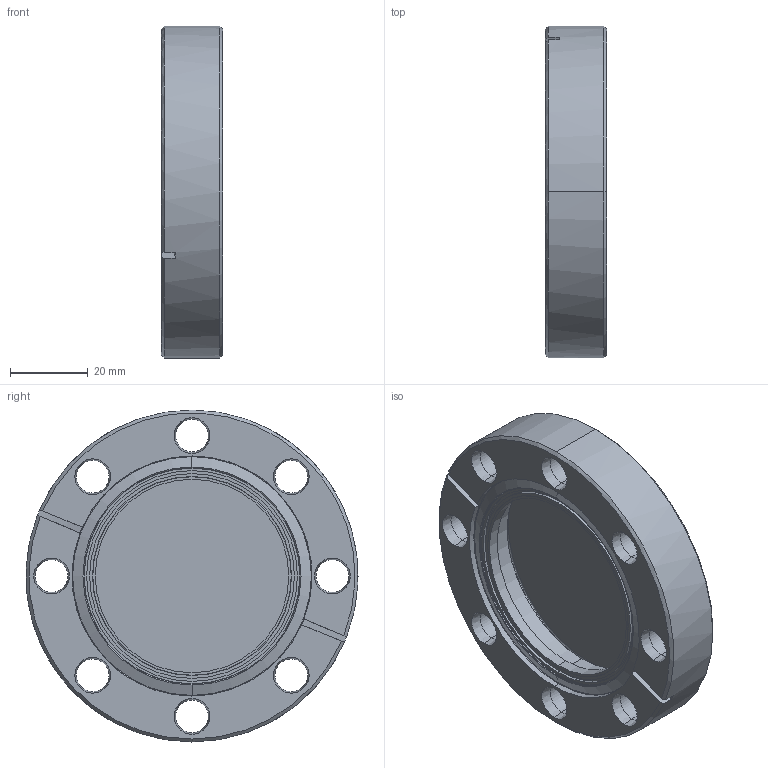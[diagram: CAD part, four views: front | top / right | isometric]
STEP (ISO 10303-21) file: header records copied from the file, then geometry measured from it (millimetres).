
FILE_DESCRIPTION (( 'STEP AP203' ), '1' );
FILE_NAME ('450003.STEP', '2024-03-06T01:45:15', ( '' ), ( '' ), 'SwSTEP 2.0', 'SolidWorks 2022', '' );
FILE_SCHEMA (( 'CONFIG_CONTROL_DESIGN' ));
Length unit declared in the file: inch
Products named in the file (1): 450003
Bounding box: 15.75 x 85.6 x 85.6 mm (x, y, z)
Volume: 54783.7 mm3; surface area: 30048.3 mm2
Topology: 3 solids, 3 shells, 118 faces, 262 edges, 155 vertices
Faces by surface type: cylinder 46, cone 45, plane 17, torus 10
Entity records: 3392 total; most frequent: DIRECTION 647, CARTESIAN_POINT 560, ORIENTED_EDGE 524, AXIS2_PLACEMENT_3D 274, EDGE_CURVE 262, CIRCLE 155, VERTEX_POINT 155, EDGE_LOOP 143
